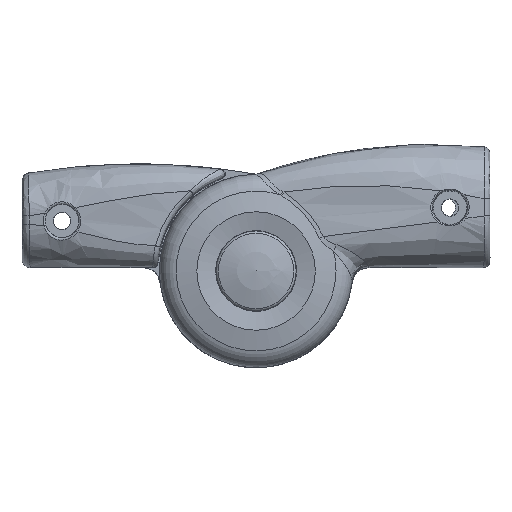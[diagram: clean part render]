
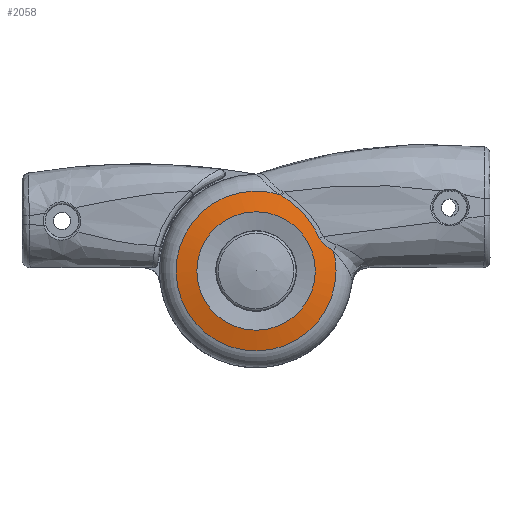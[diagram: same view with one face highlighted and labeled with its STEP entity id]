
A CAD part, left-side view. The second image highlights one B-rep face of the part: STEP entity #2058.
In plain terms, the highlighted spherical face has radius 99.978 mm.
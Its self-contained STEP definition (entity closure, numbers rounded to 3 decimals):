
#2058 = ADVANCED_FACE( '', ( #4883, #4884 ), #4885, .T. );
#4883 = FACE_OUTER_BOUND( '', #20072, .T. );
#4884 = FACE_OUTER_BOUND( '', #20073, .T. );
#4885 = SPHERICAL_SURFACE( '', #20074, 99.978 );
#20072 = EDGE_LOOP( '', ( #53092, #53093, #53094, #53095 ) );
#20073 = EDGE_LOOP( '', ( #53096 ) );
#20074 = AXIS2_PLACEMENT_3D( '', #53097, #53098, #53099 );
#53092 = ORIENTED_EDGE( '', *, *, #61281, .T. );
#53093 = ORIENTED_EDGE( '', *, *, #61282, .T. );
#53094 = ORIENTED_EDGE( '', *, *, #60908, .T. );
#53095 = ORIENTED_EDGE( '', *, *, #61283, .T. );
#53096 = ORIENTED_EDGE( '', *, *, #61284, .T. );
#53097 = CARTESIAN_POINT( '', ( 61.539, 0., 0. ) );
#53098 = DIRECTION( '', ( -1., 0., 0. ) );
#53099 = DIRECTION( '', ( 0., -1., 0. ) );
#60908 = EDGE_CURVE( '', #65855, #65856, #65857, .F. );
#61281 = EDGE_CURVE( '', #66423, #66424, #66425, .T. );
#61282 = EDGE_CURVE( '', #66424, #65855, #66426, .T. );
#61283 = EDGE_CURVE( '', #65856, #66423, #66427, .T. );
#61284 = EDGE_CURVE( '', #66428, #66428, #66429, .F. );
#65855 = VERTEX_POINT( '', #81266 );
#65856 = VERTEX_POINT( '', #81267 );
#65857 = CIRCLE( '', #81268, 23.946 );
#66423 = VERTEX_POINT( '', #84278 );
#66424 = VERTEX_POINT( '', #84279 );
#66425 = B_SPLINE_CURVE_WITH_KNOTS( '', 3, ( #84280, #84281, #84282, #84283, #84284, #84285, #84286, #84287, #84288, #84289, #84290, #84291, #84292, #84293, #84294, #84295, #84296, #84297, #84298, #84299, #84300, #84301, #84302, #84303, #84304 ), .UNSPECIFIED., .F., .F., ( 4, 1, 1, 1, 1, 1, 1, 1, 1, 2, 2, 2, 1, 1, 1, 1, 1, 1, 1, 4 ), ( 0., 0.001, 0.002, 0.003, 0.004, 0.005, 0.006, 0.007, 0.009, 0.01, 0.01, 0.01, 0.01, 0.011, 0.012, 0.013, 0.014, 0.015, 0.016, 0.017 ), .UNSPECIFIED. );
#66426 = B_SPLINE_CURVE_WITH_KNOTS( '', 3, ( #84305, #84306, #84307, #84308, #84309 ), .UNSPECIFIED., .F., .F., ( 4, 1, 4 ), ( 0., 0., 0. ), .UNSPECIFIED. );
#66427 = B_SPLINE_CURVE_WITH_KNOTS( '', 3, ( #84310, #84311, #84312, #84313, #84314, #84315, #84316, #84317, #84318, #84319, #84320, #84321, #84322, #84323, #84324, #84325, #84326, #84327, #84328, #84329, #84330, #84331, #84332, #84333, #84334, #84335, #84336, #84337, #84338, #84339, #84340, #84341, #84342 ), .UNSPECIFIED., .F., .F., ( 4, 2, 2, 1, 1, 1, 2, 2, 2, 1, 1, 2, 2, 2, 2, 2, 1, 1, 2, 4 ), ( 0., 0.001, 0.001, 0.002, 0.002, 0.003, 0.003, 0.003, 0.003, 0.003, 0.004, 0.004, 0.004, 0.005, 0.005, 0.005, 0.005, 0.005, 0.005, 0.006 ), .UNSPECIFIED. );
#66428 = VERTEX_POINT( '', #84343 );
#66429 = CIRCLE( '', #84344, 17.74 );
#81266 = CARTESIAN_POINT( '', ( -35.529, -7.278, 22.813 ) );
#81267 = CARTESIAN_POINT( '', ( -35.529, -23.185, 5.988 ) );
#81268 = AXIS2_PLACEMENT_3D( '', #99757, #99758, #99759 );
#84278 = CARTESIAN_POINT( '', ( -36.121, -19.005, 9.836 ) );
#84279 = CARTESIAN_POINT( '', ( -35.562, -7.68, 22.539 ) );
#84280 = CARTESIAN_POINT( '', ( -36.124, -18.993, 9.834 ) );
#84281 = CARTESIAN_POINT( '', ( -36.119, -18.845, 10.166 ) );
#84282 = CARTESIAN_POINT( '', ( -36.11, -18.535, 10.819 ) );
#84283 = CARTESIAN_POINT( '', ( -36.093, -18.032, 11.774 ) );
#84284 = CARTESIAN_POINT( '', ( -36.075, -17.494, 12.703 ) );
#84285 = CARTESIAN_POINT( '', ( -36.054, -16.92, 13.608 ) );
#84286 = CARTESIAN_POINT( '', ( -36.031, -16.312, 14.489 ) );
#84287 = CARTESIAN_POINT( '', ( -36.005, -15.67, 15.347 ) );
#84288 = CARTESIAN_POINT( '', ( -35.976, -14.996, 16.181 ) );
#84289 = CARTESIAN_POINT( '', ( -35.944, -14.289, 16.993 ) );
#84290 = CARTESIAN_POINT( '', ( -35.921, -13.796, 17.519 ) );
#84291 = CARTESIAN_POINT( '', ( -35.905, -13.481, 17.844 ) );
#84292 = CARTESIAN_POINT( '', ( -35.902, -13.418, 17.908 ) );
#84293 = CARTESIAN_POINT( '', ( -35.897, -13.322, 18.005 ) );
#84294 = CARTESIAN_POINT( '', ( -35.896, -13.29, 18.037 ) );
#84295 = CARTESIAN_POINT( '', ( -35.893, -13.226, 18.101 ) );
#84296 = CARTESIAN_POINT( '', ( -35.885, -13.066, 18.261 ) );
#84297 = CARTESIAN_POINT( '', ( -35.863, -12.646, 18.672 ) );
#84298 = CARTESIAN_POINT( '', ( -35.828, -11.985, 19.285 ) );
#84299 = CARTESIAN_POINT( '', ( -35.783, -11.168, 19.992 ) );
#84300 = CARTESIAN_POINT( '', ( -35.733, -10.33, 20.67 ) );
#84301 = CARTESIAN_POINT( '', ( -35.681, -9.469, 21.321 ) );
#84302 = CARTESIAN_POINT( '', ( -35.624, -8.587, 21.946 ) );
#84303 = CARTESIAN_POINT( '', ( -35.583, -7.984, 22.344 ) );
#84304 = CARTESIAN_POINT( '', ( -35.562, -7.68, 22.539 ) );
#84305 = CARTESIAN_POINT( '', ( -35.562, -7.683, 22.538 ) );
#84306 = CARTESIAN_POINT( '', ( -35.557, -7.614, 22.582 ) );
#84307 = CARTESIAN_POINT( '', ( -35.547, -7.478, 22.671 ) );
#84308 = CARTESIAN_POINT( '', ( -35.535, -7.344, 22.765 ) );
#84309 = CARTESIAN_POINT( '', ( -35.529, -7.278, 22.813 ) );
#84310 = CARTESIAN_POINT( '', ( -35.529, -23.185, 5.988 ) );
#84311 = CARTESIAN_POINT( '', ( -35.571, -22.978, 6.106 ) );
#84312 = CARTESIAN_POINT( '', ( -35.611, -22.773, 6.228 ) );
#84313 = CARTESIAN_POINT( '', ( -35.689, -22.367, 6.479 ) );
#84314 = CARTESIAN_POINT( '', ( -35.726, -22.166, 6.608 ) );
#84315 = CARTESIAN_POINT( '', ( -35.78, -21.869, 6.808 ) );
#84316 = CARTESIAN_POINT( '', ( -35.814, -21.672, 6.943 ) );
#84317 = CARTESIAN_POINT( '', ( -35.863, -21.382, 7.154 ) );
#84318 = CARTESIAN_POINT( '', ( -35.909, -21.096, 7.372 ) );
#84319 = CARTESIAN_POINT( '', ( -35.938, -20.91, 7.524 ) );
#84320 = CARTESIAN_POINT( '', ( -35.955, -20.795, 7.621 ) );
#84321 = CARTESIAN_POINT( '', ( -35.958, -20.772, 7.641 ) );
#84322 = CARTESIAN_POINT( '', ( -35.965, -20.726, 7.68 ) );
#84323 = CARTESIAN_POINT( '', ( -35.968, -20.703, 7.7 ) );
#84324 = CARTESIAN_POINT( '', ( -35.978, -20.635, 7.759 ) );
#84325 = CARTESIAN_POINT( '', ( -35.997, -20.5, 7.88 ) );
#84326 = CARTESIAN_POINT( '', ( -36.026, -20.28, 8.086 ) );
#84327 = CARTESIAN_POINT( '', ( -36.046, -20.112, 8.257 ) );
#84328 = CARTESIAN_POINT( '', ( -36.065, -19.948, 8.433 ) );
#84329 = CARTESIAN_POINT( '', ( -36.073, -19.868, 8.523 ) );
#84330 = CARTESIAN_POINT( '', ( -36.088, -19.713, 8.707 ) );
#84331 = CARTESIAN_POINT( '', ( -36.095, -19.638, 8.801 ) );
#84332 = CARTESIAN_POINT( '', ( -36.106, -19.493, 8.994 ) );
#84333 = CARTESIAN_POINT( '', ( -36.111, -19.424, 9.093 ) );
#84334 = CARTESIAN_POINT( '', ( -36.115, -19.349, 9.208 ) );
#84335 = CARTESIAN_POINT( '', ( -36.116, -19.341, 9.221 ) );
#84336 = CARTESIAN_POINT( '', ( -36.116, -19.324, 9.247 ) );
#84337 = CARTESIAN_POINT( '', ( -36.118, -19.3, 9.285 ) );
#84338 = CARTESIAN_POINT( '', ( -36.12, -19.244, 9.376 ) );
#84339 = CARTESIAN_POINT( '', ( -36.121, -19.198, 9.455 ) );
#84340 = CARTESIAN_POINT( '', ( -36.123, -19.11, 9.615 ) );
#84341 = CARTESIAN_POINT( '', ( -36.123, -19.055, 9.724 ) );
#84342 = CARTESIAN_POINT( '', ( -36.121, -19.005, 9.836 ) );
#84343 = CARTESIAN_POINT( '', ( -36.852, 0., -17.74 ) );
#84344 = AXIS2_PLACEMENT_3D( '', #100139, #100140, #100141 );
#99757 = CARTESIAN_POINT( '', ( -35.529, 0., 0. ) );
#99758 = DIRECTION( '', ( 1., 0., 0. ) );
#99759 = DIRECTION( '', ( 0., 1., 0. ) );
#100139 = CARTESIAN_POINT( '', ( -36.852, 0., 0. ) );
#100140 = DIRECTION( '', ( -1., 0., 0. ) );
#100141 = DIRECTION( '', ( 0., 0., -1. ) );
